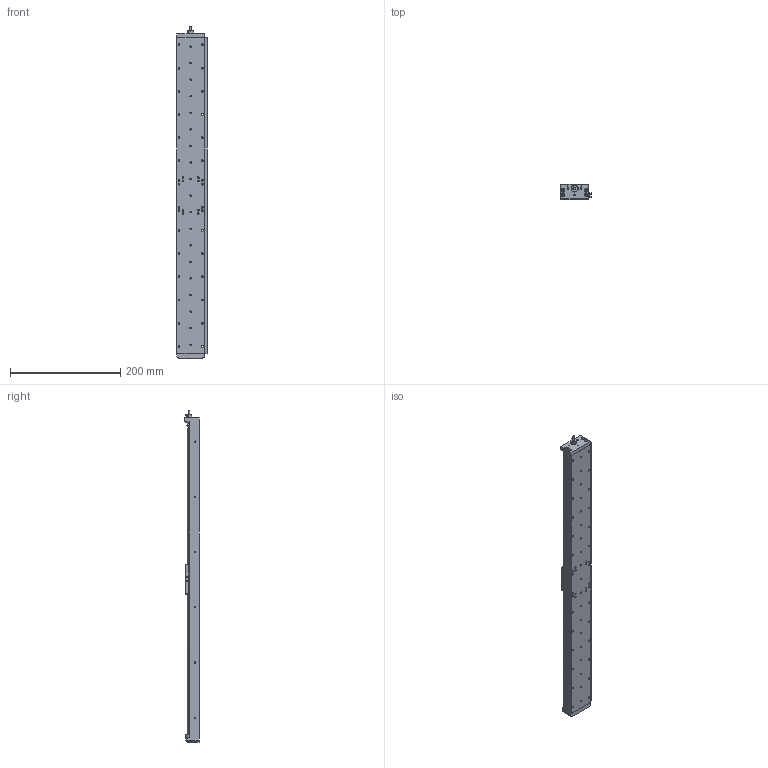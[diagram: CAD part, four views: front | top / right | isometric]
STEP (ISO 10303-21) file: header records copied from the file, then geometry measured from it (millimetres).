
FILE_DESCRIPTION (( 'STEP AP203' ), '1' );
FILE_NAME ('LAHP-25TM504LP25.step', '2020-12-09T21:58:27', ( '' ), ( '' ), 'SwSTEP 2.0', 'SolidWorks 2019', '' );
FILE_SCHEMA (( 'CONFIG_CONTROL_DESIGN' ));
Length unit declared in the file: inch
Products named in the file (3): LAHP-25TM504LP25; LAHP-25TM504LP25_CARRIAGE; LAHP-25TM504LP25_BASE
Assembly tree (2 placements, depth 2):
  LAHP-25TM504LP25
    LAHP-25TM504LP25_BASE
    LAHP-25TM504LP25_CARRIAGE
Bounding box: 55 x 26.58 x 601.16 mm (x, y, z)
Volume: 352035.9 mm3; surface area: 157429.8 mm2
Topology: 2 solids, 8 shells, 1569 faces, 3941 edges, 2508 vertices
Faces by surface type: plane 756, cylinder 602, cone 177, bspline 18, torus 16
Entity records: 47953 total; most frequent: CARTESIAN_POINT 9041, DIRECTION 8364, ORIENTED_EDGE 7718, EDGE_CURVE 3859, AXIS2_PLACEMENT_3D 3029, VERTEX_POINT 2508, VECTOR 2306, LINE 2306
